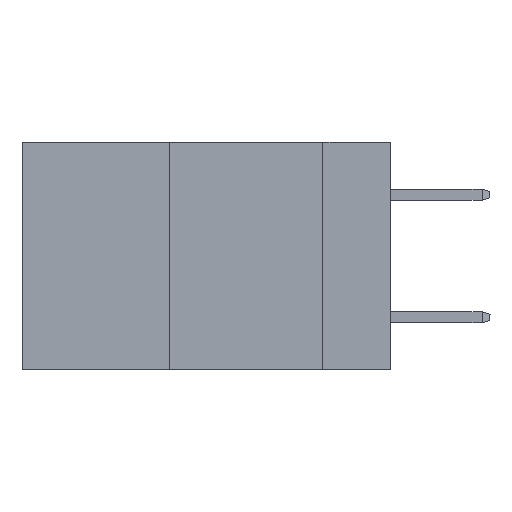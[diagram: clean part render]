
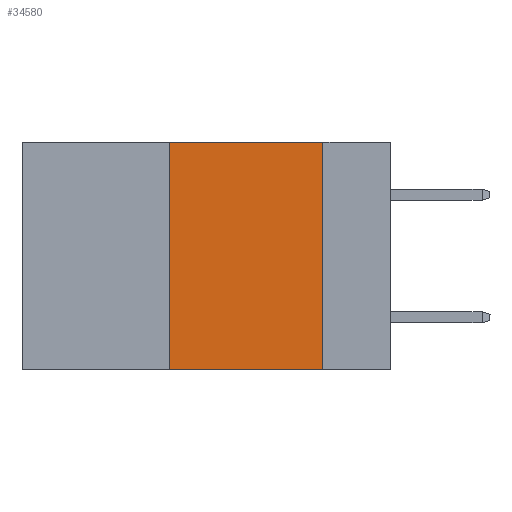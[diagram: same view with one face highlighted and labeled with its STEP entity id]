
A CAD part, left-side view. The second image highlights one B-rep face of the part: STEP entity #34580.
In plain terms, the highlighted planar face has unit normal (-1, 0, 0).
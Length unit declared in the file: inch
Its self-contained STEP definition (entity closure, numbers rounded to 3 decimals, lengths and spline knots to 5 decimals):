
#1677 = CARTESIAN_POINT ( 'NONE',  ( 0., 0.11, 0. ) ) ;
#2507 = VERTEX_POINT ( 'NONE', #16933 ) ;
#3215 = FACE_OUTER_BOUND ( 'NONE', #17253, .T. ) ;
#6204 = EDGE_CURVE ( 'NONE', #20913, #11875, #7709, .T. ) ;
#7709 = LINE ( 'NONE', #28220, #40942 ) ;
#9263 = DIRECTION ( 'NONE',  ( 0., -1., 0. ) ) ;
#10238 = CARTESIAN_POINT ( 'NONE',  ( 0., 0.36, 0. ) ) ;
#10894 = LINE ( 'NONE', #22784, #20608 ) ;
#10980 = AXIS2_PLACEMENT_3D ( 'NONE', #29066, #22567, #28645 ) ;
#11875 = VERTEX_POINT ( 'NONE', #1677 ) ;
#12501 = LINE ( 'NONE', #40855, #29311 ) ;
#15500 = EDGE_CURVE ( 'NONE', #11875, #2507, #10894, .T. ) ;
#16435 = VERTEX_POINT ( 'NONE', #24262 ) ;
#16933 = CARTESIAN_POINT ( 'NONE',  ( 0., 0.11, -0.37 ) ) ;
#17253 = EDGE_LOOP ( 'NONE', ( #35821, #21572, #25455, #30576 ) ) ;
#19493 = CARTESIAN_POINT ( 'NONE',  ( 0., 0.36, 0. ) ) ;
#20608 = VECTOR ( 'NONE', #29417, 39.37008 ) ;
#20913 = VERTEX_POINT ( 'NONE', #19493 ) ;
#21572 = ORIENTED_EDGE ( 'NONE', *, *, #6204, .F. ) ;
#21580 = DIRECTION ( 'NONE',  ( 0., -1., 0. ) ) ;
#22142 = PLANE ( 'NONE',  #10980 ) ;
#22226 = LINE ( 'NONE', #10238, #34974 ) ;
#22567 = DIRECTION ( 'NONE',  ( 1., 0., 0. ) ) ;
#22784 = CARTESIAN_POINT ( 'NONE',  ( 0., 0.11, 0. ) ) ;
#24137 = EDGE_CURVE ( 'NONE', #16435, #20913, #22226, .T. ) ;
#24262 = CARTESIAN_POINT ( 'NONE',  ( 0., 0.36, -0.37 ) ) ;
#25455 = ORIENTED_EDGE ( 'NONE', *, *, #24137, .F. ) ;
#26222 = DIRECTION ( 'NONE',  ( 0., 0., 1. ) ) ;
#28220 = CARTESIAN_POINT ( 'NONE',  ( 0., 0.6, 0. ) ) ;
#28645 = DIRECTION ( 'NONE',  ( 0., 0., -1. ) ) ;
#29066 = CARTESIAN_POINT ( 'NONE',  ( 0., 0.6, 0. ) ) ;
#29311 = VECTOR ( 'NONE', #21580, 39.37008 ) ;
#29417 = DIRECTION ( 'NONE',  ( 0., 0., -1. ) ) ;
#30576 = ORIENTED_EDGE ( 'NONE', *, *, #31135, .T. ) ;
#31135 = EDGE_CURVE ( 'NONE', #16435, #2507, #12501, .T. ) ;
#34580 = ADVANCED_FACE ( 'NONE', ( #3215 ), #22142, .F. ) ;
#34974 = VECTOR ( 'NONE', #26222, 39.37008 ) ;
#35821 = ORIENTED_EDGE ( 'NONE', *, *, #15500, .F. ) ;
#40855 = CARTESIAN_POINT ( 'NONE',  ( 0., 0.6, -0.37 ) ) ;
#40942 = VECTOR ( 'NONE', #9263, 39.37008 ) ;
